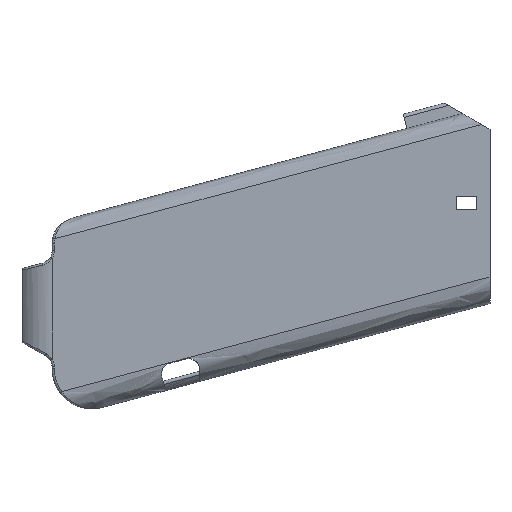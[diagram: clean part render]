
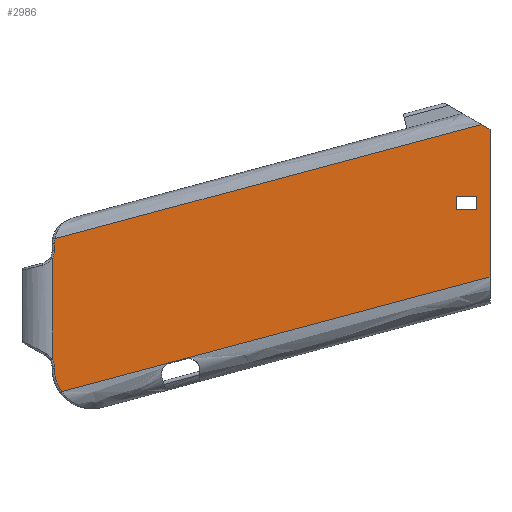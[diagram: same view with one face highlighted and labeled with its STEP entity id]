
A CAD part, left-side view. The second image highlights one B-rep face of the part: STEP entity #2986.
In plain terms, the highlighted planar face has unit normal (-1, 0, 0).
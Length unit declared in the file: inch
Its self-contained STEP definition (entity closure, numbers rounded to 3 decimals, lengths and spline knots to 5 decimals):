
#17=FACE_BOUND('',#637,.T.);
#459=FACE_OUTER_BOUND('',#636,.T.);
#636=EDGE_LOOP('',(#2691,#2692,#2693,#2694,#2695,#2696,#2697,#2698,#2699,
#2700,#2701));
#637=EDGE_LOOP('',(#2702,#2703,#2704,#2705));
#735=LINE('',#5699,#908);
#737=LINE('',#5954,#910);
#740=LINE('',#5963,#913);
#758=LINE('',#6377,#931);
#760=LINE('',#6395,#933);
#792=LINE('',#6835,#965);
#799=LINE('',#6847,#972);
#804=LINE('',#6855,#977);
#806=LINE('',#6859,#979);
#807=LINE('',#6862,#980);
#808=LINE('',#6863,#981);
#908=VECTOR('',#3695,0.3937);
#910=VECTOR('',#3731,0.3937);
#913=VECTOR('',#3740,0.3937);
#931=VECTOR('',#3898,0.3937);
#933=VECTOR('',#3910,0.3937);
#965=VECTOR('',#4004,0.3937);
#972=VECTOR('',#4015,0.3937);
#977=VECTOR('',#4022,0.3937);
#979=VECTOR('',#4028,0.3937);
#980=VECTOR('',#4031,0.3937);
#981=VECTOR('',#4032,0.3937);
#1073=CIRCLE('',#3173,0.23);
#1078=CIRCLE('',#3181,0.355);
#1108=CIRCLE('',#3233,0.14);
#1109=CIRCLE('',#3235,0.14);
#1288=VERTEX_POINT('',#5691);
#1289=VERTEX_POINT('',#5693);
#1304=VERTEX_POINT('',#5947);
#1306=VERTEX_POINT('',#5952);
#1307=VERTEX_POINT('',#5957);
#1309=VERTEX_POINT('',#5961);
#1310=VERTEX_POINT('',#5965);
#1316=VERTEX_POINT('',#6052);
#1324=VERTEX_POINT('',#6142);
#1349=VERTEX_POINT('',#6393);
#1391=VERTEX_POINT('',#6832);
#1392=VERTEX_POINT('',#6834);
#1395=VERTEX_POINT('',#6846);
#1396=VERTEX_POINT('',#6850);
#1398=VERTEX_POINT('',#6861);
#1657=EDGE_CURVE('',#1288,#1289,#735,.T.);
#1681=EDGE_CURVE('',#1304,#1289,#1073,.T.);
#1683=EDGE_CURVE('',#1306,#1304,#737,.T.);
#1688=EDGE_CURVE('',#1309,#1307,#740,.T.);
#1690=EDGE_CURVE('',#1310,#1309,#1078,.T.);
#1750=EDGE_CURVE('',#1307,#1324,#1108,.T.);
#1751=EDGE_CURVE('',#1316,#1306,#1109,.T.);
#1759=EDGE_CURVE('',#1316,#1324,#758,.T.);
#1765=EDGE_CURVE('',#1349,#1310,#760,.T.);
#1832=EDGE_CURVE('',#1392,#1391,#792,.T.);
#1839=EDGE_CURVE('',#1395,#1392,#799,.T.);
#1844=EDGE_CURVE('',#1396,#1395,#804,.T.);
#1846=EDGE_CURVE('',#1391,#1396,#806,.T.);
#1847=EDGE_CURVE('',#1288,#1398,#807,.T.);
#1848=EDGE_CURVE('',#1398,#1349,#808,.T.);
#2691=ORIENTED_EDGE('',*,*,#1847,.F.);
#2692=ORIENTED_EDGE('',*,*,#1657,.T.);
#2693=ORIENTED_EDGE('',*,*,#1681,.F.);
#2694=ORIENTED_EDGE('',*,*,#1683,.F.);
#2695=ORIENTED_EDGE('',*,*,#1751,.F.);
#2696=ORIENTED_EDGE('',*,*,#1759,.T.);
#2697=ORIENTED_EDGE('',*,*,#1750,.F.);
#2698=ORIENTED_EDGE('',*,*,#1688,.F.);
#2699=ORIENTED_EDGE('',*,*,#1690,.F.);
#2700=ORIENTED_EDGE('',*,*,#1765,.F.);
#2701=ORIENTED_EDGE('',*,*,#1848,.F.);
#2702=ORIENTED_EDGE('',*,*,#1844,.T.);
#2703=ORIENTED_EDGE('',*,*,#1839,.T.);
#2704=ORIENTED_EDGE('',*,*,#1832,.T.);
#2705=ORIENTED_EDGE('',*,*,#1846,.T.);
#2811=PLANE('',#3290);
#2986=ADVANCED_FACE('',(#459,#17),#2811,.T.);
#3173=AXIS2_PLACEMENT_3D('',#5949,#3725,#3726);
#3181=AXIS2_PLACEMENT_3D('',#5967,#3745,#3746);
#3233=AXIS2_PLACEMENT_3D('',#6356,#3861,#3862);
#3235=AXIS2_PLACEMENT_3D('',#6358,#3865,#3866);
#3290=AXIS2_PLACEMENT_3D('',#6860,#4029,#4030);
#3695=DIRECTION('',(0.,0.966,-0.259));
#3725=DIRECTION('center_axis',(1.,0.,0.));
#3726=DIRECTION('ref_axis',(0.,0.996,0.086));
#3731=DIRECTION('',(0.,0.,1.));
#3740=DIRECTION('',(0.,0.,1.));
#3745=DIRECTION('center_axis',(1.,0.,0.));
#3746=DIRECTION('ref_axis',(0.,0.951,-0.308));
#3861=DIRECTION('center_axis',(-1.,0.,0.));
#3862=DIRECTION('ref_axis',(0.,-1.,0.));
#3865=DIRECTION('center_axis',(-1.,0.,0.));
#3866=DIRECTION('ref_axis',(0.,-1.,0.));
#3898=DIRECTION('',(0.,0.,-1.));
#3910=DIRECTION('',(0.,0.966,-0.259));
#4004=DIRECTION('',(0.,0.,1.));
#4015=DIRECTION('',(0.,1.,0.));
#4022=DIRECTION('',(0.,0.,-1.));
#4028=DIRECTION('',(0.,-1.,0.));
#4029=DIRECTION('center_axis',(-1.,0.,0.));
#4030=DIRECTION('ref_axis',(0.,0.,1.));
#4031=DIRECTION('',(0.,-0.866,-0.5));
#4032=DIRECTION('',(0.,0.,-1.));
#5691=CARTESIAN_POINT('',(-0.362,0.08074,0.62787));
#5693=CARTESIAN_POINT('',(-0.362,4.07373,-0.44205));
#5699=CARTESIAN_POINT('',(-0.362,0.,0.6495));
#5947=CARTESIAN_POINT('',(-0.362,4.07892,-0.49063));
#5949=CARTESIAN_POINT('Origin',(-0.362,3.84892,-0.49063));
#5952=CARTESIAN_POINT('',(-0.362,4.07892,-0.55345));
#5954=CARTESIAN_POINT('',(-0.362,4.07892,-1.46734));
#5957=CARTESIAN_POINT('',(-0.362,4.07892,-1.64166));
#5961=CARTESIAN_POINT('',(-0.362,4.07892,-1.65909));
#5963=CARTESIAN_POINT('',(-0.362,4.07892,-1.46734));
#5965=CARTESIAN_POINT('',(-0.362,4.00708,-1.8732));
#5967=CARTESIAN_POINT('Origin',(-0.362,3.72392,-1.65909));
#6052=CARTESIAN_POINT('',(-0.362,4.09892,-0.62556));
#6142=CARTESIAN_POINT('',(-0.362,4.09892,-1.56955));
#6356=CARTESIAN_POINT('Origin',(-0.362,4.21892,-1.64166));
#6358=CARTESIAN_POINT('Origin',(-0.362,4.21892,-0.55345));
#6377=CARTESIAN_POINT('',(-0.362,4.09892,-1.46734));
#6393=CARTESIAN_POINT('',(-0.362,0.,-0.7995));
#6395=CARTESIAN_POINT('',(-0.362,0.,-0.7995));
#6832=CARTESIAN_POINT('',(-0.362,0.3125,-0.04599));
#6834=CARTESIAN_POINT('',(-0.362,0.3125,-0.17099));
#6835=CARTESIAN_POINT('',(-0.362,0.3125,-0.704));
#6846=CARTESIAN_POINT('',(-0.362,0.125,-0.17099));
#6847=CARTESIAN_POINT('',(-0.362,0.125,-0.17099));
#6850=CARTESIAN_POINT('',(-0.362,0.125,-0.04599));
#6855=CARTESIAN_POINT('',(-0.362,0.125,-0.204));
#6859=CARTESIAN_POINT('',(-0.362,0.3125,-0.04599));
#6860=CARTESIAN_POINT('Origin',(-0.362,0.,-0.7995));
#6861=CARTESIAN_POINT('',(-0.362,0.,0.58125));
#6862=CARTESIAN_POINT('',(-0.362,0.27832,0.74194));
#6863=CARTESIAN_POINT('',(-0.362,0.,0.6495));
